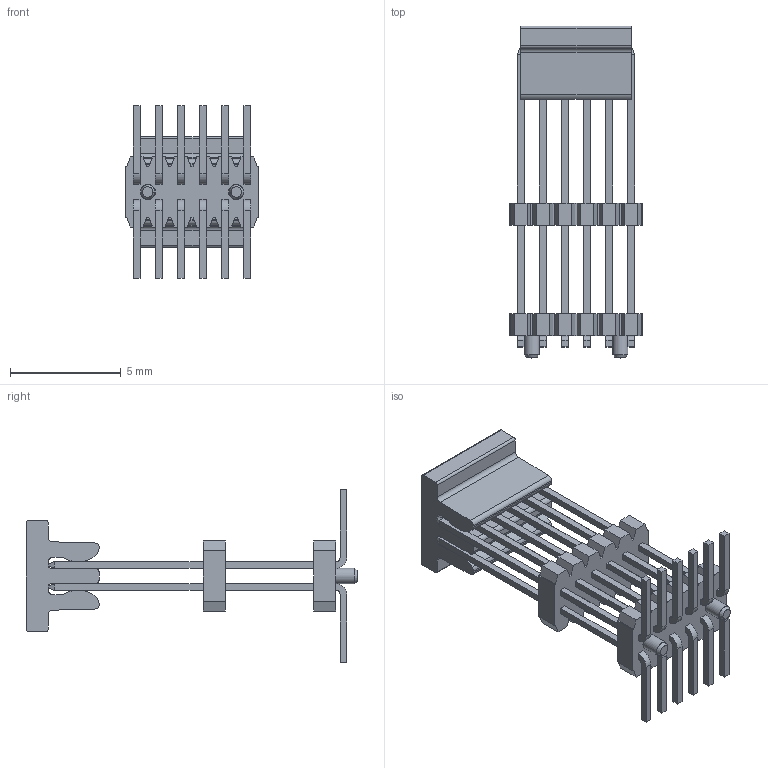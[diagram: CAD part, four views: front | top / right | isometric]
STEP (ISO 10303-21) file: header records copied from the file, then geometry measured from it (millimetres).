
FILE_DESCRIPTION(/* description */ (''),/* implementation_level */ '2;1');
FILE_NAME(/* name */ '7058-012-10-xx-10-PPxx.stp',/* time_stamp */ '2025-11-16T14:55:29+01:00',/* author */ ('Andreas.Larin'),/* organization */ (''),/* preprocessor_version */ 'ST-DEVELOPER v20',/* originating_system */ 'Autodesk Inventor 2025',/* authorisation */ '');
FILE_SCHEMA (('AUTOMOTIVE_DESIGN { 1 0 10303 214 3 1 1 }'));
Length unit declared in the file: millimetre
Products named in the file (3): 7058-012-10-xx-10-PPxx; 7058-Body3-CAP; 7058-012-10-xx-10-xxxx
Assembly tree (2 placements, depth 2):
  7058-012-10-xx-10-PPxx
    7058-Body3-CAP
    7058-012-10-xx-10-xxxx
Bounding box: 6 x 15 x 7.8 mm (x, y, z)
Volume: 101.8 mm3; surface area: 471.4 mm2
Topology: 2 solids, 2 shells, 394 faces, 1032 edges, 672 vertices
Faces by surface type: plane 346, cylinder 46, cone 2
Full cylindrical faces by diameter (mm): 0.7 x2
Entity records: 12413 total; most frequent: CARTESIAN_POINT 2103, ORIENTED_EDGE 2064, DIRECTION 1926, EDGE_CURVE 1032, LINE 936, VECTOR 936, VERTEX_POINT 672, AXIS2_PLACEMENT_3D 495
